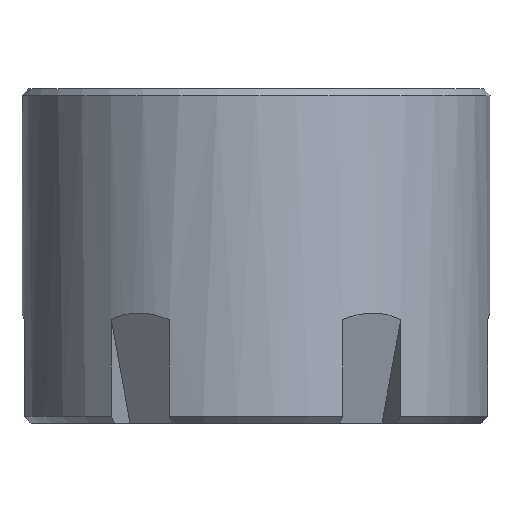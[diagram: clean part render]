
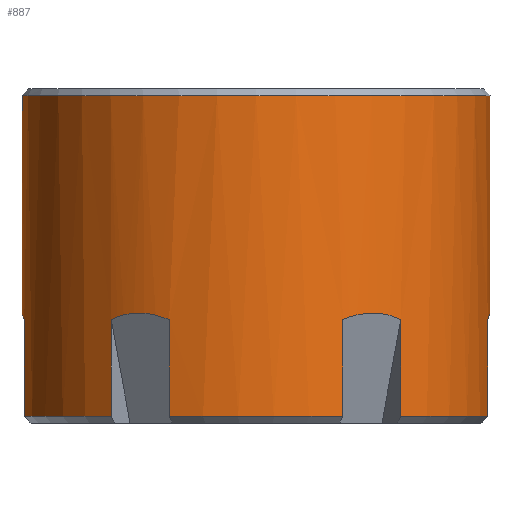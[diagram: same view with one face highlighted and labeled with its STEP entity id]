
A CAD part, left-side view. The second image highlights one B-rep face of the part: STEP entity #887.
In plain terms, the highlighted cylindrical face has radius 17.5 mm (diameter 35 mm), a full revolution.
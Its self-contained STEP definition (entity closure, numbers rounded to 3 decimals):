
#20=ELLIPSE('',#954,51.167,17.5);
#21=ELLIPSE('',#956,51.167,17.5);
#22=ELLIPSE('',#957,51.167,17.5);
#23=ELLIPSE('',#958,51.167,17.5);
#24=ELLIPSE('',#960,51.167,17.5);
#25=ELLIPSE('',#962,51.167,17.5);
#36=LINE('',#1226,#78);
#39=LINE('',#1235,#81);
#42=LINE('',#1250,#84);
#45=LINE('',#1267,#87);
#48=LINE('',#1280,#90);
#50=LINE('',#1294,#92);
#51=LINE('',#1298,#93);
#52=LINE('',#1303,#94);
#53=LINE('',#1306,#95);
#54=LINE('',#1310,#96);
#55=LINE('',#1314,#97);
#56=LINE('',#1319,#98);
#78=VECTOR('',#1024,1000.);
#81=VECTOR('',#1031,1000.);
#84=VECTOR('',#1046,1000.);
#87=VECTOR('',#1063,1000.);
#90=VECTOR('',#1076,1000.);
#92=VECTOR('',#1090,1000.);
#93=VECTOR('',#1093,1000.);
#94=VECTOR('',#1098,1000.);
#95=VECTOR('',#1101,1000.);
#96=VECTOR('',#1106,1000.);
#97=VECTOR('',#1109,1000.);
#98=VECTOR('',#1114,1000.);
#185=ORIENTED_EDGE('',*,*,#349,.T.);
#186=ORIENTED_EDGE('',*,*,#350,.T.);
#187=ORIENTED_EDGE('',*,*,#351,.T.);
#188=ORIENTED_EDGE('',*,*,#352,.F.);
#189=ORIENTED_EDGE('',*,*,#353,.F.);
#190=ORIENTED_EDGE('',*,*,#354,.T.);
#191=ORIENTED_EDGE('',*,*,#321,.T.);
#192=ORIENTED_EDGE('',*,*,#355,.F.);
#193=ORIENTED_EDGE('',*,*,#356,.F.);
#194=ORIENTED_EDGE('',*,*,#329,.T.);
#195=ORIENTED_EDGE('',*,*,#325,.T.);
#196=ORIENTED_EDGE('',*,*,#357,.F.);
#197=ORIENTED_EDGE('',*,*,#358,.F.);
#198=ORIENTED_EDGE('',*,*,#336,.T.);
#199=ORIENTED_EDGE('',*,*,#332,.T.);
#200=ORIENTED_EDGE('',*,*,#359,.F.);
#201=ORIENTED_EDGE('',*,*,#340,.F.);
#202=ORIENTED_EDGE('',*,*,#360,.T.);
#203=ORIENTED_EDGE('',*,*,#361,.T.);
#204=ORIENTED_EDGE('',*,*,#362,.F.);
#205=ORIENTED_EDGE('',*,*,#363,.F.);
#206=ORIENTED_EDGE('',*,*,#364,.T.);
#207=ORIENTED_EDGE('',*,*,#345,.T.);
#208=ORIENTED_EDGE('',*,*,#365,.F.);
#209=ORIENTED_EDGE('',*,*,#366,.F.);
#321=EDGE_CURVE('',#407,#405,#36,.T.);
#325=EDGE_CURVE('',#411,#409,#39,.T.);
#329=EDGE_CURVE('',#414,#411,#469,.T.);
#332=EDGE_CURVE('',#417,#415,#42,.T.);
#336=EDGE_CURVE('',#420,#417,#473,.T.);
#340=EDGE_CURVE('',#423,#424,#45,.T.);
#345=EDGE_CURVE('',#429,#427,#48,.T.);
#349=EDGE_CURVE('',#432,#432,#480,.T.);
#350=EDGE_CURVE('',#433,#434,#481,.T.);
#351=EDGE_CURVE('',#434,#435,#50,.T.);
#352=EDGE_CURVE('',#436,#435,#20,.T.);
#353=EDGE_CURVE('',#437,#436,#51,.T.);
#354=EDGE_CURVE('',#437,#407,#482,.T.);
#355=EDGE_CURVE('',#438,#405,#21,.T.);
#356=EDGE_CURVE('',#414,#438,#52,.T.);
#357=EDGE_CURVE('',#439,#409,#22,.T.);
#358=EDGE_CURVE('',#420,#439,#53,.T.);
#359=EDGE_CURVE('',#424,#415,#23,.T.);
#360=EDGE_CURVE('',#423,#440,#483,.T.);
#361=EDGE_CURVE('',#440,#441,#54,.T.);
#362=EDGE_CURVE('',#442,#441,#24,.T.);
#363=EDGE_CURVE('',#443,#442,#55,.T.);
#364=EDGE_CURVE('',#443,#429,#484,.T.);
#365=EDGE_CURVE('',#444,#427,#25,.T.);
#366=EDGE_CURVE('',#433,#444,#56,.T.);
#405=VERTEX_POINT('',#1224);
#407=VERTEX_POINT('',#1227);
#409=VERTEX_POINT('',#1233);
#411=VERTEX_POINT('',#1236);
#414=VERTEX_POINT('',#1244);
#415=VERTEX_POINT('',#1248);
#417=VERTEX_POINT('',#1251);
#420=VERTEX_POINT('',#1259);
#423=VERTEX_POINT('',#1266);
#424=VERTEX_POINT('',#1268);
#427=VERTEX_POINT('',#1278);
#429=VERTEX_POINT('',#1281);
#432=VERTEX_POINT('',#1289);
#433=VERTEX_POINT('',#1292);
#434=VERTEX_POINT('',#1293);
#435=VERTEX_POINT('',#1295);
#436=VERTEX_POINT('',#1297);
#437=VERTEX_POINT('',#1299);
#438=VERTEX_POINT('',#1302);
#439=VERTEX_POINT('',#1305);
#440=VERTEX_POINT('',#1309);
#441=VERTEX_POINT('',#1311);
#442=VERTEX_POINT('',#1313);
#443=VERTEX_POINT('',#1315);
#444=VERTEX_POINT('',#1318);
#469=CIRCLE('',#933,17.5);
#473=CIRCLE('',#939,17.5);
#480=CIRCLE('',#951,17.5);
#481=CIRCLE('',#953,17.5);
#482=CIRCLE('',#955,17.5);
#483=CIRCLE('',#959,17.5);
#484=CIRCLE('',#961,17.5);
#517=EDGE_LOOP('',(#185));
#518=EDGE_LOOP('',(#186,#187,#188,#189,#190,#191,#192,#193,#194,#195,#196,
#197,#198,#199,#200,#201,#202,#203,#204,#205,#206,#207,#208,#209));
#569=FACE_BOUND('',#517,.T.);
#570=FACE_BOUND('',#518,.T.);
#603=CYLINDRICAL_SURFACE('',#952,17.5);
#887=ADVANCED_FACE('',(#569,#570),#603,.T.);
#933=AXIS2_PLACEMENT_3D('',#1243,#1039,#1040);
#939=AXIS2_PLACEMENT_3D('',#1258,#1054,#1055);
#951=AXIS2_PLACEMENT_3D('',#1288,#1084,#1085);
#952=AXIS2_PLACEMENT_3D('',#1290,#1086,#1087);
#953=AXIS2_PLACEMENT_3D('',#1291,#1088,#1089);
#954=AXIS2_PLACEMENT_3D('',#1296,#1091,#1092);
#955=AXIS2_PLACEMENT_3D('',#1300,#1094,#1095);
#956=AXIS2_PLACEMENT_3D('',#1301,#1096,#1097);
#957=AXIS2_PLACEMENT_3D('',#1304,#1099,#1100);
#958=AXIS2_PLACEMENT_3D('',#1307,#1102,#1103);
#959=AXIS2_PLACEMENT_3D('',#1308,#1104,#1105);
#960=AXIS2_PLACEMENT_3D('',#1312,#1107,#1108);
#961=AXIS2_PLACEMENT_3D('',#1316,#1110,#1111);
#962=AXIS2_PLACEMENT_3D('',#1317,#1112,#1113);
#1024=DIRECTION('',(0.,0.,1.));
#1031=DIRECTION('',(0.,0.,1.));
#1039=DIRECTION('',(0.,0.,1.));
#1040=DIRECTION('',(1.,0.,0.));
#1046=DIRECTION('',(0.,0.,1.));
#1054=DIRECTION('',(0.,0.,1.));
#1055=DIRECTION('',(1.,0.,0.));
#1063=DIRECTION('',(0.,0.,1.));
#1076=DIRECTION('',(0.,0.,1.));
#1084=DIRECTION('',(0.,0.,-1.));
#1085=DIRECTION('',(-1.,0.,0.));
#1086=DIRECTION('',(0.,0.,-1.));
#1087=DIRECTION('',(1.,0.,0.));
#1088=DIRECTION('',(0.,0.,1.));
#1089=DIRECTION('',(1.,0.,0.));
#1090=DIRECTION('',(0.,0.,1.));
#1091=DIRECTION('',(-0.814,0.47,-0.342));
#1092=DIRECTION('',(-0.296,0.171,0.94));
#1093=DIRECTION('',(0.,0.,1.));
#1094=DIRECTION('',(0.,0.,1.));
#1095=DIRECTION('',(1.,0.,0.));
#1096=DIRECTION('',(-0.814,-0.47,-0.342));
#1097=DIRECTION('',(-0.296,-0.171,0.94));
#1098=DIRECTION('',(0.,0.,1.));
#1099=DIRECTION('',(0.,-0.94,-0.342));
#1100=DIRECTION('',(0.,-0.342,0.94));
#1101=DIRECTION('',(0.,0.,1.));
#1102=DIRECTION('',(0.814,-0.47,-0.342));
#1103=DIRECTION('',(0.296,-0.171,0.94));
#1104=DIRECTION('',(0.,0.,1.));
#1105=DIRECTION('',(1.,0.,0.));
#1106=DIRECTION('',(0.,0.,1.));
#1107=DIRECTION('',(0.814,0.47,-0.342));
#1108=DIRECTION('',(0.296,0.171,0.94));
#1109=DIRECTION('',(0.,0.,1.));
#1110=DIRECTION('',(0.,0.,1.));
#1111=DIRECTION('',(1.,0.,0.));
#1112=DIRECTION('',(0.,0.94,-0.342));
#1113=DIRECTION('',(0.,0.342,0.94));
#1114=DIRECTION('',(0.,0.,1.));
#1224=CARTESIAN_POINT('',(-16.25,-6.495,7.749));
#1226=CARTESIAN_POINT('',(-16.25,-6.495,25.));
#1227=CARTESIAN_POINT('',(-16.25,-6.495,0.5));
#1233=CARTESIAN_POINT('',(-2.5,-17.321,7.749));
#1235=CARTESIAN_POINT('',(-2.5,-17.321,25.));
#1236=CARTESIAN_POINT('',(-2.5,-17.321,0.5));
#1243=CARTESIAN_POINT('',(0.,0.,0.5));
#1244=CARTESIAN_POINT('',(-13.75,-10.825,0.5));
#1248=CARTESIAN_POINT('',(13.75,-10.825,7.749));
#1250=CARTESIAN_POINT('',(13.75,-10.825,25.));
#1251=CARTESIAN_POINT('',(13.75,-10.825,0.5));
#1258=CARTESIAN_POINT('',(0.,0.,0.5));
#1259=CARTESIAN_POINT('',(2.5,-17.321,0.5));
#1266=CARTESIAN_POINT('',(16.25,-6.495,0.5));
#1267=CARTESIAN_POINT('',(16.25,-6.495,25.));
#1268=CARTESIAN_POINT('',(16.25,-6.495,7.749));
#1278=CARTESIAN_POINT('',(2.5,17.321,7.749));
#1280=CARTESIAN_POINT('',(2.5,17.321,25.));
#1281=CARTESIAN_POINT('',(2.5,17.321,0.5));
#1288=CARTESIAN_POINT('',(0.,0.,24.5));
#1289=CARTESIAN_POINT('',(-17.5,0.,24.5));
#1290=CARTESIAN_POINT('',(0.,0.,25.));
#1291=CARTESIAN_POINT('',(0.,0.,0.5));
#1292=CARTESIAN_POINT('',(-2.5,17.321,0.5));
#1293=CARTESIAN_POINT('',(-13.75,10.825,0.5));
#1294=CARTESIAN_POINT('',(-13.75,10.825,25.));
#1295=CARTESIAN_POINT('',(-13.75,10.825,7.749));
#1296=CARTESIAN_POINT('',(0.,0.,-39.838));
#1297=CARTESIAN_POINT('',(-16.25,6.495,7.749));
#1298=CARTESIAN_POINT('',(-16.25,6.495,25.));
#1299=CARTESIAN_POINT('',(-16.25,6.495,0.5));
#1300=CARTESIAN_POINT('',(0.,0.,0.5));
#1301=CARTESIAN_POINT('',(0.,0.,-39.838));
#1302=CARTESIAN_POINT('',(-13.75,-10.825,7.749));
#1303=CARTESIAN_POINT('',(-13.75,-10.825,25.));
#1304=CARTESIAN_POINT('',(0.,0.,-39.838));
#1305=CARTESIAN_POINT('',(2.5,-17.321,7.749));
#1306=CARTESIAN_POINT('',(2.5,-17.321,25.));
#1307=CARTESIAN_POINT('',(0.,0.,-39.838));
#1308=CARTESIAN_POINT('',(0.,0.,0.5));
#1309=CARTESIAN_POINT('',(16.25,6.495,0.5));
#1310=CARTESIAN_POINT('',(16.25,6.495,25.));
#1311=CARTESIAN_POINT('',(16.25,6.495,7.749));
#1312=CARTESIAN_POINT('',(0.,0.,-39.838));
#1313=CARTESIAN_POINT('',(13.75,10.825,7.749));
#1314=CARTESIAN_POINT('',(13.75,10.825,25.));
#1315=CARTESIAN_POINT('',(13.75,10.825,0.5));
#1316=CARTESIAN_POINT('',(0.,0.,0.5));
#1317=CARTESIAN_POINT('',(0.,0.,-39.838));
#1318=CARTESIAN_POINT('',(-2.5,17.321,7.749));
#1319=CARTESIAN_POINT('',(-2.5,17.321,25.));
